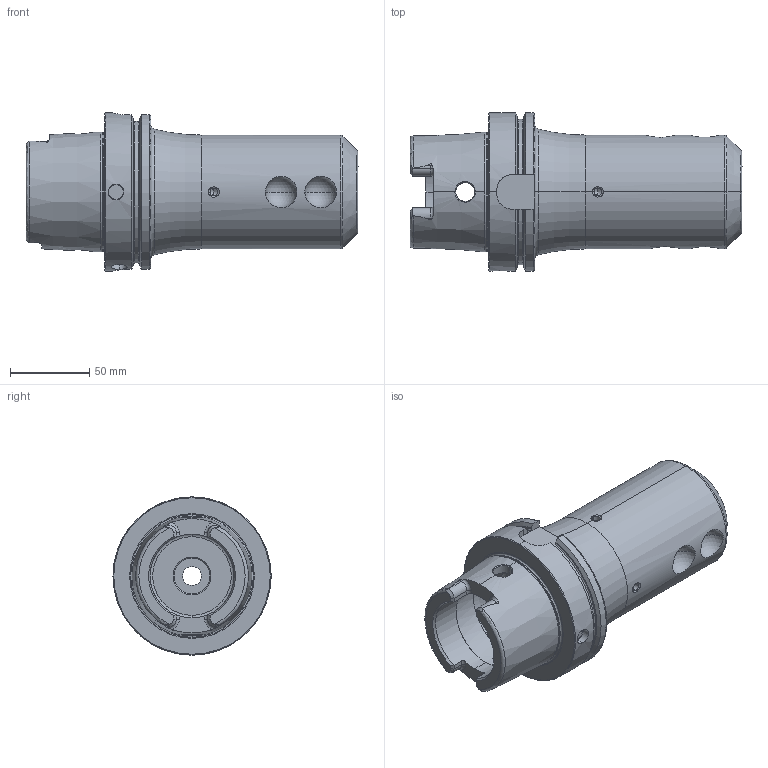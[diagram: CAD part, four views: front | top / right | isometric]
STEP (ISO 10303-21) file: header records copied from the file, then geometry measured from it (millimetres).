
FILE_DESCRIPTION (( 'STEP AP203' ), '1' );
FILE_NAME ('HA0.W32.K21.160.STEP', '2011-07-12T13:59:49', ( 'baer' ), ( 'Hewlett-Packard Company' ), 'SwSTEP 2.0', 'SolidWorks 2009', '' );
FILE_SCHEMA (( 'CONFIG_CONTROL_DESIGN' ));
Length unit declared in the file: millimetre
Products named in the file (4): HA0.W32.K21.160; HA0-W32.K21.160_D_Fertigbearbeitung; ERU-CJ3.001.008_Default; W32-ER1.001.020_Default
Assembly tree (5 placements, depth 2):
  HA0.W32.K21.160
    ERU-CJ3.001.008_Default  x2
    HA0-W32.K21.160_D_Fertigbearbeitung
    W32-ER1.001.020_Default  x2
Bounding box: 210 x 100 x 100 mm (x, y, z)
Volume: 721504.1 mm3; surface area: 94739.3 mm2
Topology: 5 solids, 5 shells, 305 faces, 748 edges, 450 vertices
Faces by surface type: plane 90, cylinder 82, cone 75, torus 46, bspline 8, sphere 4
Entity records: 11147 total; most frequent: CARTESIAN_POINT 4631, ORIENTED_EDGE 1284, DIRECTION 1249, EDGE_CURVE 642, AXIS2_PLACEMENT_3D 508, VERTEX_POINT 396, EDGE_LOOP 290, FACE_OUTER_BOUND 264
